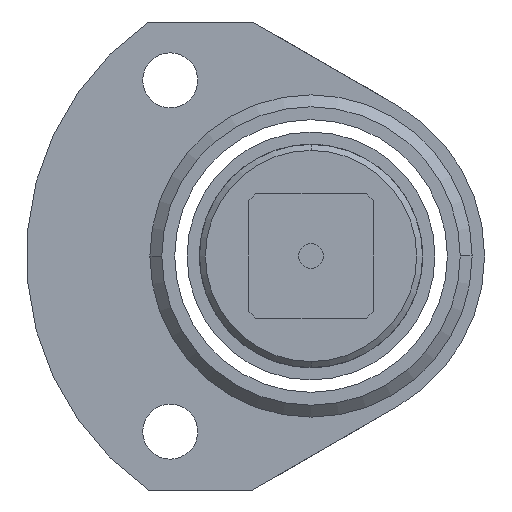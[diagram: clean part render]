
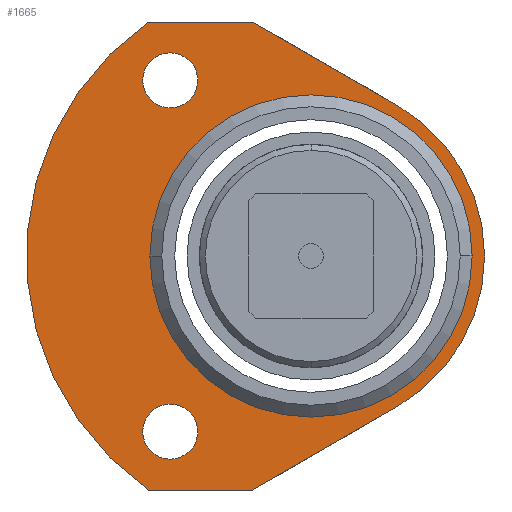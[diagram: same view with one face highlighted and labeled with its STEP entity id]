
A CAD part, left-side view. The second image highlights one B-rep face of the part: STEP entity #1665.
In plain terms, the highlighted planar face has unit normal (-1, 0, 0).
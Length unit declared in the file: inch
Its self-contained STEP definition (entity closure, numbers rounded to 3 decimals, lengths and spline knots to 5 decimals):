
#17 = PLANE ( 'NONE',  #1573 ) ;
#85 = EDGE_CURVE ( 'NONE', #452, #2146, #3735, .T. ) ;
#135 = CARTESIAN_POINT ( 'NONE',  ( -6.5, 0., 0. ) ) ;
#173 = CIRCLE ( 'NONE', #348, 0.875 ) ;
#180 = CIRCLE ( 'NONE', #373, 0.875 ) ;
#309 = VERTEX_POINT ( 'NONE', #1575 ) ;
#332 = EDGE_CURVE ( 'NONE', #2146, #452, #2111, .T. ) ;
#348 = AXIS2_PLACEMENT_3D ( 'NONE', #1577, #3793, #1906 ) ;
#367 = EDGE_CURVE ( 'NONE', #309, #2142, #3888, .T. ) ;
#373 = AXIS2_PLACEMENT_3D ( 'NONE', #3635, #1740, #3950 ) ;
#397 = ORIENTED_EDGE ( 'NONE', *, *, #2868, .F. ) ;
#404 = CARTESIAN_POINT ( 'NONE',  ( -6.5, 0.71, -1.0245 ) ) ;
#452 = VERTEX_POINT ( 'NONE', #1326 ) ;
#464 = ORIENTED_EDGE ( 'NONE', *, *, #2128, .F. ) ;
#558 = CARTESIAN_POINT ( 'NONE',  ( -6.5, 0.82082, 1.18 ) ) ;
#590 = ORIENTED_EDGE ( 'NONE', *, *, #3761, .T. ) ;
#638 = DIRECTION ( 'NONE',  ( -1., 0., 0. ) ) ;
#652 = VERTEX_POINT ( 'NONE', #1329 ) ;
#767 = ORIENTED_EDGE ( 'NONE', *, *, #332, .T. ) ;
#779 = EDGE_CURVE ( 'NONE', #1975, #2792, #180, .T. ) ;
#849 = DIRECTION ( 'NONE',  ( 0., 0.866, -0.5 ) ) ;
#858 = VERTEX_POINT ( 'NONE', #1775 ) ;
#882 = CARTESIAN_POINT ( 'NONE',  ( -6.5, 0.71, -0.886 ) ) ;
#908 = AXIS2_PLACEMENT_3D ( 'NONE', #135, #4018, #2416 ) ;
#927 = EDGE_CURVE ( 'NONE', #3885, #1194, #3154, .T. ) ;
#947 = CARTESIAN_POINT ( 'NONE',  ( -6.5, 0.71, -0.7475 ) ) ;
#1065 = CARTESIAN_POINT ( 'NONE',  ( -6.5, -0.00453, 0. ) ) ;
#1067 = VECTOR ( 'NONE', #3435, 39.37008 ) ;
#1074 = EDGE_CURVE ( 'NONE', #858, #1828, #1908, .T. ) ;
#1098 = ORIENTED_EDGE ( 'NONE', *, *, #779, .F. ) ;
#1147 = ORIENTED_EDGE ( 'NONE', *, *, #2427, .F. ) ;
#1154 = AXIS2_PLACEMENT_3D ( 'NONE', #1065, #3278, #1383 ) ;
#1164 = FACE_BOUND ( 'NONE', #3534, .T. ) ;
#1194 = VERTEX_POINT ( 'NONE', #947 ) ;
#1217 = DIRECTION ( 'NONE',  ( 0., -1., 0. ) ) ;
#1270 = DIRECTION ( 'NONE',  ( 0., -1., 0. ) ) ;
#1272 = CARTESIAN_POINT ( 'NONE',  ( -6.5, 0.8125, 0. ) ) ;
#1285 = ORIENTED_EDGE ( 'NONE', *, *, #927, .F. ) ;
#1326 = CARTESIAN_POINT ( 'NONE',  ( -6.5, -0.8125, 0. ) ) ;
#1329 = CARTESIAN_POINT ( 'NONE',  ( -6.5, -0.4375, -0.75777 ) ) ;
#1362 = FACE_OUTER_BOUND ( 'NONE', #1948, .T. ) ;
#1383 = DIRECTION ( 'NONE',  ( 0., 0., 1. ) ) ;
#1387 = CIRCLE ( 'NONE', #3177, 0.1385 ) ;
#1474 = CARTESIAN_POINT ( 'NONE',  ( -6.5, 0.71, -0.886 ) ) ;
#1486 = EDGE_CURVE ( 'NONE', #652, #858, #3344, .T. ) ;
#1524 = CARTESIAN_POINT ( 'NONE',  ( -6.5, 0.8125, 0. ) ) ;
#1573 = AXIS2_PLACEMENT_3D ( 'NONE', #1272, #638, #2869 ) ;
#1575 = CARTESIAN_POINT ( 'NONE',  ( -6.5, 0.71, 0.7475 ) ) ;
#1577 = CARTESIAN_POINT ( 'NONE',  ( -6.5, 0., 0. ) ) ;
#1652 = AXIS2_PLACEMENT_3D ( 'NONE', #1474, #3701, #1819 ) ;
#1658 = VECTOR ( 'NONE', #849, 39.37008 ) ;
#1665 = ADVANCED_FACE ( 'NONE', ( #2742, #1164, #3681, #1362 ), #17, .T. ) ;
#1680 = CARTESIAN_POINT ( 'NONE',  ( -6.5, 0.29382, 1.18 ) ) ;
#1703 = CARTESIAN_POINT ( 'NONE',  ( -6.5, 0.82082, -1.18 ) ) ;
#1731 = CARTESIAN_POINT ( 'NONE',  ( -6.5, 0.71, 0.886 ) ) ;
#1740 = DIRECTION ( 'NONE',  ( 1., 0., 0. ) ) ;
#1753 = ORIENTED_EDGE ( 'NONE', *, *, #3692, .F. ) ;
#1775 = CARTESIAN_POINT ( 'NONE',  ( -6.5, 0.29382, -1.18 ) ) ;
#1819 = DIRECTION ( 'NONE',  ( 0., -1., 0. ) ) ;
#1828 = VERTEX_POINT ( 'NONE', #1703 ) ;
#1842 = VECTOR ( 'NONE', #2939, 39.37008 ) ;
#1847 = AXIS2_PLACEMENT_3D ( 'NONE', #2247, #3529, #3506 ) ;
#1851 = ORIENTED_EDGE ( 'NONE', *, *, #2834, .T. ) ;
#1857 = CARTESIAN_POINT ( 'NONE',  ( -6.5, 0., -1.18 ) ) ;
#1888 = CARTESIAN_POINT ( 'NONE',  ( -6.5, -0.4375, 0.75777 ) ) ;
#1906 = DIRECTION ( 'NONE',  ( 0., 1., 0. ) ) ;
#1908 = LINE ( 'NONE', #1857, #1067 ) ;
#1948 = EDGE_LOOP ( 'NONE', ( #1098, #1851, #590, #1147, #2095, #3924, #397 ) ) ;
#1975 = VERTEX_POINT ( 'NONE', #3354 ) ;
#2042 = DIRECTION ( 'NONE',  ( -1., 0., 0. ) ) ;
#2079 = CARTESIAN_POINT ( 'NONE',  ( -6.5, 0., 1.18 ) ) ;
#2092 = VERTEX_POINT ( 'NONE', #558 ) ;
#2095 = ORIENTED_EDGE ( 'NONE', *, *, #1074, .F. ) ;
#2097 = CIRCLE ( 'NONE', #3970, 0.1385 ) ;
#2111 = CIRCLE ( 'NONE', #1847, 0.8125 ) ;
#2128 = EDGE_CURVE ( 'NONE', #1194, #3885, #2097, .T. ) ;
#2138 = EDGE_LOOP ( 'NONE', ( #3060, #1753 ) ) ;
#2142 = VERTEX_POINT ( 'NONE', #2169 ) ;
#2146 = VERTEX_POINT ( 'NONE', #1524 ) ;
#2169 = CARTESIAN_POINT ( 'NONE',  ( -6.5, 0.71, 1.0245 ) ) ;
#2193 = DIRECTION ( 'NONE',  ( 0., 0.866, 0.5 ) ) ;
#2247 = CARTESIAN_POINT ( 'NONE',  ( -6.5, 0., 0. ) ) ;
#2262 = AXIS2_PLACEMENT_3D ( 'NONE', #1731, #3926, #2634 ) ;
#2334 = EDGE_LOOP ( 'NONE', ( #767, #2639 ) ) ;
#2416 = DIRECTION ( 'NONE',  ( 0., 1., 0. ) ) ;
#2427 = EDGE_CURVE ( 'NONE', #1828, #2092, #2887, .T. ) ;
#2634 = DIRECTION ( 'NONE',  ( 0., -1., 0. ) ) ;
#2639 = ORIENTED_EDGE ( 'NONE', *, *, #85, .T. ) ;
#2742 = FACE_BOUND ( 'NONE', #2138, .T. ) ;
#2791 = LINE ( 'NONE', #1888, #3636 ) ;
#2792 = VERTEX_POINT ( 'NONE', #3129 ) ;
#2834 = EDGE_CURVE ( 'NONE', #1975, #3868, #2791, .T. ) ;
#2868 = EDGE_CURVE ( 'NONE', #2792, #652, #173, .T. ) ;
#2869 = DIRECTION ( 'NONE',  ( 0., -1., 0. ) ) ;
#2887 = CIRCLE ( 'NONE', #1154, 1.44 ) ;
#2939 = DIRECTION ( 'NONE',  ( 0., 1., 0. ) ) ;
#3060 = ORIENTED_EDGE ( 'NONE', *, *, #367, .F. ) ;
#3080 = CARTESIAN_POINT ( 'NONE',  ( -6.5, -0.4375, -0.75777 ) ) ;
#3120 = DIRECTION ( 'NONE',  ( -1., 0., 0. ) ) ;
#3129 = CARTESIAN_POINT ( 'NONE',  ( -6.5, -0.875, 0. ) ) ;
#3154 = CIRCLE ( 'NONE', #1652, 0.1385 ) ;
#3177 = AXIS2_PLACEMENT_3D ( 'NONE', #3764, #2042, #1270 ) ;
#3278 = DIRECTION ( 'NONE',  ( 1., 0., 0. ) ) ;
#3344 = LINE ( 'NONE', #3080, #1658 ) ;
#3354 = CARTESIAN_POINT ( 'NONE',  ( -6.5, -0.4375, 0.75777 ) ) ;
#3435 = DIRECTION ( 'NONE',  ( 0., 1., 0. ) ) ;
#3506 = DIRECTION ( 'NONE',  ( 0., 1., 0. ) ) ;
#3529 = DIRECTION ( 'NONE',  ( 1., 0., 0. ) ) ;
#3534 = EDGE_LOOP ( 'NONE', ( #1285, #464 ) ) ;
#3615 = LINE ( 'NONE', #2079, #1842 ) ;
#3635 = CARTESIAN_POINT ( 'NONE',  ( -6.5, 0., 0. ) ) ;
#3636 = VECTOR ( 'NONE', #2193, 39.37008 ) ;
#3681 = FACE_BOUND ( 'NONE', #2334, .T. ) ;
#3692 = EDGE_CURVE ( 'NONE', #2142, #309, #1387, .T. ) ;
#3701 = DIRECTION ( 'NONE',  ( -1., 0., 0. ) ) ;
#3735 = CIRCLE ( 'NONE', #908, 0.8125 ) ;
#3761 = EDGE_CURVE ( 'NONE', #3868, #2092, #3615, .T. ) ;
#3764 = CARTESIAN_POINT ( 'NONE',  ( -6.5, 0.71, 0.886 ) ) ;
#3793 = DIRECTION ( 'NONE',  ( 1., 0., 0. ) ) ;
#3868 = VERTEX_POINT ( 'NONE', #1680 ) ;
#3885 = VERTEX_POINT ( 'NONE', #404 ) ;
#3888 = CIRCLE ( 'NONE', #2262, 0.1385 ) ;
#3924 = ORIENTED_EDGE ( 'NONE', *, *, #1486, .F. ) ;
#3926 = DIRECTION ( 'NONE',  ( -1., 0., 0. ) ) ;
#3950 = DIRECTION ( 'NONE',  ( 0., 1., 0. ) ) ;
#3970 = AXIS2_PLACEMENT_3D ( 'NONE', #882, #3120, #1217 ) ;
#4018 = DIRECTION ( 'NONE',  ( 1., 0., 0. ) ) ;
